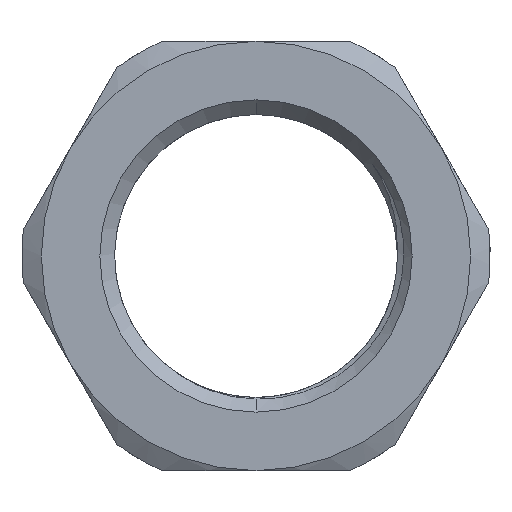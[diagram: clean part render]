
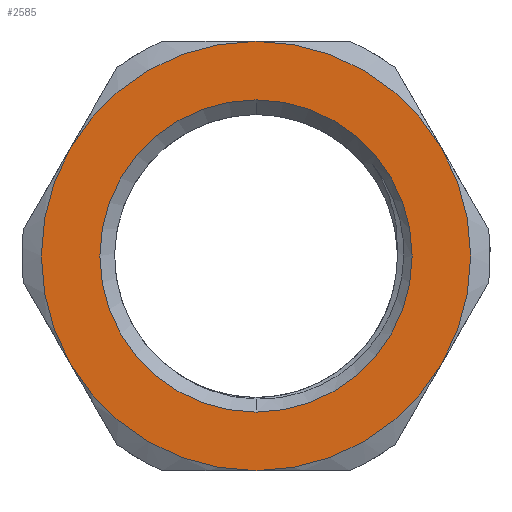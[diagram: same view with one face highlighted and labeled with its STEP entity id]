
A CAD part, front view. The second image highlights one B-rep face of the part: STEP entity #2585.
In plain terms, the highlighted planar face has unit normal (0, -1, 0).
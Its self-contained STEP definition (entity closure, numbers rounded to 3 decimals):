
#10 = DIRECTION ( 'NONE',  ( 0., 0., -1. ) ) ;
#124 = EDGE_LOOP ( 'NONE', ( #2986, #1789 ) ) ;
#171 = CARTESIAN_POINT ( 'NONE',  ( 0., 0., 0. ) ) ;
#204 = ORIENTED_EDGE ( 'NONE', *, *, #494, .T. ) ;
#266 = DIRECTION ( 'NONE',  ( 0., 0., -1. ) ) ;
#267 = AXIS2_PLACEMENT_3D ( 'NONE', #354, #1347, #3059 ) ;
#292 = CARTESIAN_POINT ( 'NONE',  ( 0., 0., 11. ) ) ;
#306 = EDGE_LOOP ( 'NONE', ( #204, #3150, #1975, #1171, #2119, #1666 ) ) ;
#336 = VERTEX_POINT ( 'NONE', #2166 ) ;
#339 = EDGE_CURVE ( 'NONE', #1804, #793, #2354, .T. ) ;
#354 = CARTESIAN_POINT ( 'NONE',  ( 0., 0., 0. ) ) ;
#370 = FACE_OUTER_BOUND ( 'NONE', #306, .T. ) ;
#415 = DIRECTION ( 'NONE',  ( 0., 0., -1. ) ) ;
#447 = DIRECTION ( 'NONE',  ( 0., 0., -1. ) ) ;
#494 = EDGE_CURVE ( 'NONE', #793, #918, #2812, .T. ) ;
#506 = DIRECTION ( 'NONE',  ( 0., -1., 0. ) ) ;
#520 = EDGE_CURVE ( 'NONE', #819, #2790, #1839, .T. ) ;
#538 = CARTESIAN_POINT ( 'NONE',  ( 0., 0., 0. ) ) ;
#584 = EDGE_CURVE ( 'NONE', #336, #1804, #3060, .T. ) ;
#695 = CARTESIAN_POINT ( 'NONE',  ( 0., 0., -8. ) ) ;
#763 = AXIS2_PLACEMENT_3D ( 'NONE', #1017, #1213, #266 ) ;
#793 = VERTEX_POINT ( 'NONE', #2289 ) ;
#819 = VERTEX_POINT ( 'NONE', #1756 ) ;
#827 = CARTESIAN_POINT ( 'NONE',  ( 0., 0., 8. ) ) ;
#858 = CIRCLE ( 'NONE', #1608, 8. ) ;
#865 = FACE_BOUND ( 'NONE', #124, .T. ) ;
#904 = AXIS2_PLACEMENT_3D ( 'NONE', #2151, #1682, #415 ) ;
#918 = VERTEX_POINT ( 'NONE', #292 ) ;
#1009 = CARTESIAN_POINT ( 'NONE',  ( 0., 0., 0. ) ) ;
#1017 = CARTESIAN_POINT ( 'NONE',  ( 0., 0., 0. ) ) ;
#1037 = AXIS2_PLACEMENT_3D ( 'NONE', #1502, #2006, #10 ) ;
#1085 = CARTESIAN_POINT ( 'NONE',  ( -9.526, 0., -5.5 ) ) ;
#1109 = DIRECTION ( 'NONE',  ( 0., 1., 0. ) ) ;
#1141 = VERTEX_POINT ( 'NONE', #695 ) ;
#1156 = DIRECTION ( 'NONE',  ( 0., -1., 0. ) ) ;
#1171 = ORIENTED_EDGE ( 'NONE', *, *, #2481, .T. ) ;
#1206 = DIRECTION ( 'NONE',  ( 0., 0., 1. ) ) ;
#1213 = DIRECTION ( 'NONE',  ( 0., -1., 0. ) ) ;
#1238 = CIRCLE ( 'NONE', #1037, 11. ) ;
#1330 = CARTESIAN_POINT ( 'NONE',  ( 0., 0., 0. ) ) ;
#1347 = DIRECTION ( 'NONE',  ( 0., 1., 0. ) ) ;
#1502 = CARTESIAN_POINT ( 'NONE',  ( 0., 0., 0. ) ) ;
#1512 = DIRECTION ( 'NONE',  ( 0., 0., -1. ) ) ;
#1543 = CIRCLE ( 'NONE', #267, 8. ) ;
#1573 = VERTEX_POINT ( 'NONE', #827 ) ;
#1608 = AXIS2_PLACEMENT_3D ( 'NONE', #1009, #2655, #1206 ) ;
#1666 = ORIENTED_EDGE ( 'NONE', *, *, #339, .T. ) ;
#1682 = DIRECTION ( 'NONE',  ( 0., -1., 0. ) ) ;
#1730 = CARTESIAN_POINT ( 'NONE',  ( 0., 0., 0. ) ) ;
#1735 = AXIS2_PLACEMENT_3D ( 'NONE', #538, #506, #1512 ) ;
#1756 = CARTESIAN_POINT ( 'NONE',  ( -9.526, 0., 5.5 ) ) ;
#1789 = ORIENTED_EDGE ( 'NONE', *, *, #1871, .T. ) ;
#1804 = VERTEX_POINT ( 'NONE', #2338 ) ;
#1839 = CIRCLE ( 'NONE', #763, 11. ) ;
#1871 = EDGE_CURVE ( 'NONE', #1573, #1141, #858, .T. ) ;
#1889 = AXIS2_PLACEMENT_3D ( 'NONE', #1730, #1999, #2455 ) ;
#1975 = ORIENTED_EDGE ( 'NONE', *, *, #520, .T. ) ;
#1999 = DIRECTION ( 'NONE',  ( 0., -1., 0. ) ) ;
#2006 = DIRECTION ( 'NONE',  ( 0., -1., 0. ) ) ;
#2037 = PLANE ( 'NONE',  #2681 ) ;
#2119 = ORIENTED_EDGE ( 'NONE', *, *, #584, .T. ) ;
#2151 = CARTESIAN_POINT ( 'NONE',  ( 0., 0., 0. ) ) ;
#2166 = CARTESIAN_POINT ( 'NONE',  ( 0., 0., -11. ) ) ;
#2289 = CARTESIAN_POINT ( 'NONE',  ( 9.526, 0., 5.5 ) ) ;
#2322 = CIRCLE ( 'NONE', #2679, 11. ) ;
#2338 = CARTESIAN_POINT ( 'NONE',  ( 9.526, 0., -5.5 ) ) ;
#2354 = CIRCLE ( 'NONE', #904, 11. ) ;
#2455 = DIRECTION ( 'NONE',  ( 0., 0., -1. ) ) ;
#2481 = EDGE_CURVE ( 'NONE', #2790, #336, #1238, .T. ) ;
#2585 = ADVANCED_FACE ( 'NONE', ( #865, #370 ), #2037, .F. ) ;
#2624 = EDGE_CURVE ( 'NONE', #1141, #1573, #1543, .T. ) ;
#2655 = DIRECTION ( 'NONE',  ( 0., 1., 0. ) ) ;
#2665 = EDGE_CURVE ( 'NONE', #918, #819, #2322, .T. ) ;
#2679 = AXIS2_PLACEMENT_3D ( 'NONE', #171, #1156, #447 ) ;
#2681 = AXIS2_PLACEMENT_3D ( 'NONE', #1330, #1109, #3002 ) ;
#2790 = VERTEX_POINT ( 'NONE', #1085 ) ;
#2812 = CIRCLE ( 'NONE', #1735, 11. ) ;
#2986 = ORIENTED_EDGE ( 'NONE', *, *, #2624, .T. ) ;
#3002 = DIRECTION ( 'NONE',  ( 0., 0., 1. ) ) ;
#3059 = DIRECTION ( 'NONE',  ( 0., 0., 1. ) ) ;
#3060 = CIRCLE ( 'NONE', #1889, 11. ) ;
#3150 = ORIENTED_EDGE ( 'NONE', *, *, #2665, .T. ) ;
